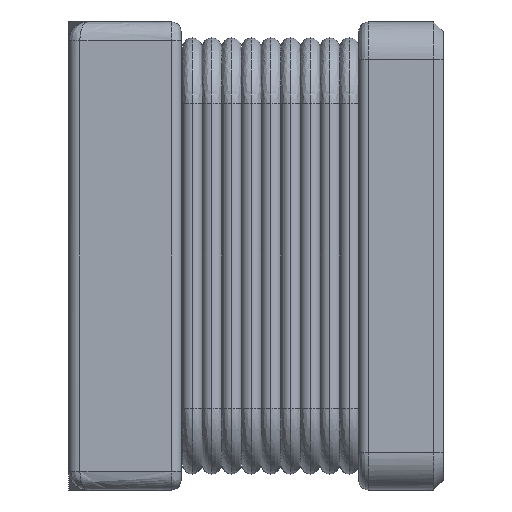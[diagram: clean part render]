
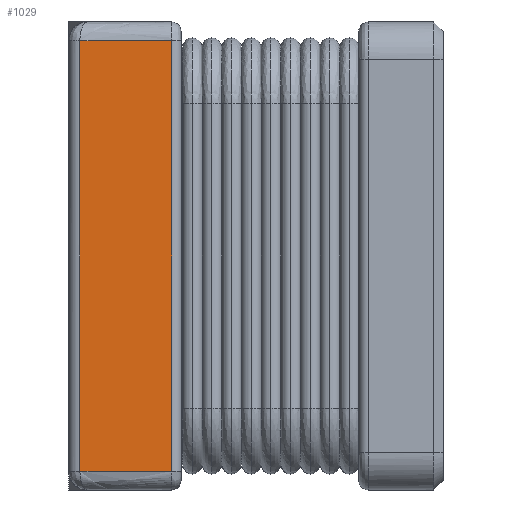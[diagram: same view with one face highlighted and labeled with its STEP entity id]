
A CAD part, left-side view. The second image highlights one B-rep face of the part: STEP entity #1029.
In plain terms, the highlighted free-form (B-spline) face has degree [1, 1] with [2, 2] control points.
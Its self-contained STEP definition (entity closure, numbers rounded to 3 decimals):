
#1029 = ADVANCED_FACE('',(#1030),#1060,.F.);
#1030 = FACE_BOUND('',#1031,.T.);
#1031 = EDGE_LOOP('',(#1032,#1041,#1048,#1055));
#1032 = ORIENTED_EDGE('',*,*,#1033,.T.);
#1033 = EDGE_CURVE('',#1034,#1036,#1038,.T.);
#1034 = VERTEX_POINT('',#1035);
#1035 = CARTESIAN_POINT('',(-2.182,1.384,
    -1.568));
#1036 = VERTEX_POINT('',#1037);
#1037 = CARTESIAN_POINT('',(-2.182,0.716,
    -1.568));
#1038 = B_SPLINE_CURVE_WITH_KNOTS('',1,(#1039,#1040),.UNSPECIFIED.,.F.,
  .F.,(2,2),(0.06,0.55),.PIECEWISE_BEZIER_KNOTS.);
#1039 = CARTESIAN_POINT('',(-2.182,1.384,
    -1.568));
#1040 = CARTESIAN_POINT('',(-2.182,0.716,
    -1.568));
#1041 = ORIENTED_EDGE('',*,*,#1042,.T.);
#1042 = EDGE_CURVE('',#1036,#1043,#1045,.T.);
#1043 = VERTEX_POINT('',#1044);
#1044 = CARTESIAN_POINT('',(-2.182,0.716,
    1.568));
#1045 = B_SPLINE_CURVE_WITH_KNOTS('',1,(#1046,#1047),.UNSPECIFIED.,.F.,
  .F.,(2,2),(0.1,2.4),.PIECEWISE_BEZIER_KNOTS.);
#1046 = CARTESIAN_POINT('',(-2.182,0.716,
    -1.568));
#1047 = CARTESIAN_POINT('',(-2.182,0.716,
    1.568));
#1048 = ORIENTED_EDGE('',*,*,#1049,.T.);
#1049 = EDGE_CURVE('',#1043,#1050,#1052,.T.);
#1050 = VERTEX_POINT('',#1051);
#1051 = CARTESIAN_POINT('',(-2.182,1.384,
    1.568));
#1052 = B_SPLINE_CURVE_WITH_KNOTS('',1,(#1053,#1054),.UNSPECIFIED.,.F.,
  .F.,(2,2),(-0.55,-0.06),.PIECEWISE_BEZIER_KNOTS.);
#1053 = CARTESIAN_POINT('',(-2.182,0.716,
    1.568));
#1054 = CARTESIAN_POINT('',(-2.182,1.384,
    1.568));
#1055 = ORIENTED_EDGE('',*,*,#1056,.T.);
#1056 = EDGE_CURVE('',#1050,#1034,#1057,.T.);
#1057 = B_SPLINE_CURVE_WITH_KNOTS('',1,(#1058,#1059),.UNSPECIFIED.,.F.,
  .F.,(2,2),(-2.4,-0.1),.PIECEWISE_BEZIER_KNOTS.);
#1058 = CARTESIAN_POINT('',(-2.182,1.384,
    1.568));
#1059 = CARTESIAN_POINT('',(-2.182,1.384,
    -1.568));
#1060 = B_SPLINE_SURFACE_WITH_KNOTS('',1,1,(
    (#1061,#1062)
    ,(#1063,#1064
    )),.UNSPECIFIED.,.F.,.F.,.F.,(2,2),(2,2),(-2.4,-0.1),(-0.55,-0.06)
  ,.PIECEWISE_BEZIER_KNOTS.);
#1061 = CARTESIAN_POINT('',(-2.182,0.716,
    1.568));
#1062 = CARTESIAN_POINT('',(-2.182,1.384,
    1.568));
#1063 = CARTESIAN_POINT('',(-2.182,0.716,
    -1.568));
#1064 = CARTESIAN_POINT('',(-2.182,1.384,
    -1.568));
